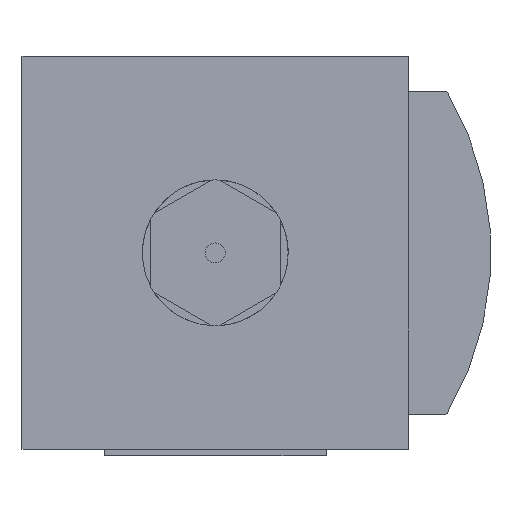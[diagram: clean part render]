
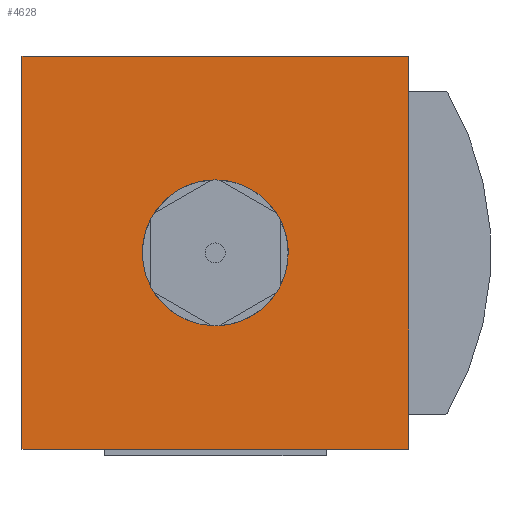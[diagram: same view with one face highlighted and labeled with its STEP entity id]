
A CAD part, front view. The second image highlights one B-rep face of the part: STEP entity #4628.
In plain terms, the highlighted planar face has unit normal (0, -1, 0).
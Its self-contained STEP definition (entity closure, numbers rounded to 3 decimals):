
#129=LINE('',#6150,#528);
#145=LINE('',#6183,#544);
#164=LINE('',#6228,#563);
#170=LINE('',#6241,#569);
#528=VECTOR('',#5167,1000.);
#544=VECTOR('',#5185,1000.);
#563=VECTOR('',#5222,1000.);
#569=VECTOR('',#5232,1000.);
#1176=ORIENTED_EDGE('',*,*,#2047,.F.);
#1177=ORIENTED_EDGE('',*,*,#1935,.F.);
#1178=ORIENTED_EDGE('',*,*,#1912,.F.);
#1179=ORIENTED_EDGE('',*,*,#1941,.F.);
#1180=ORIENTED_EDGE('',*,*,#1896,.F.);
#1896=EDGE_CURVE('',#2363,#2364,#129,.T.);
#1912=EDGE_CURVE('',#2379,#2380,#145,.T.);
#1935=EDGE_CURVE('',#2380,#2363,#164,.T.);
#1941=EDGE_CURVE('',#2364,#2379,#170,.T.);
#2047=EDGE_CURVE('',#2465,#2465,#2638,.F.);
#2363=VERTEX_POINT('',#6149);
#2364=VERTEX_POINT('',#6151);
#2379=VERTEX_POINT('',#6182);
#2380=VERTEX_POINT('',#6184);
#2465=VERTEX_POINT('',#6449);
#2638=CIRCLE('',#4864,23.);
#2744=EDGE_LOOP('',(#1176));
#2745=EDGE_LOOP('',(#1177,#1178,#1179,#1180));
#2957=FACE_BOUND('',#2744,.T.);
#2958=FACE_BOUND('',#2745,.T.);
#3145=PLANE('',#4863);
#4628=ADVANCED_FACE('',(#2957,#2958),#3145,.F.);
#4863=AXIS2_PLACEMENT_3D('',#6447,#5432,#5433);
#4864=AXIS2_PLACEMENT_3D('',#6448,#5434,#5435);
#5167=DIRECTION('',(1.,0.,0.));
#5185=DIRECTION('',(-1.,0.,0.));
#5222=DIRECTION('',(0.,0.,1.));
#5232=DIRECTION('',(0.,0.,-1.));
#5432=DIRECTION('',(0.,1.,0.));
#5433=DIRECTION('',(0.,0.,1.));
#5434=DIRECTION('',(0.,1.,0.));
#5435=DIRECTION('',(0.,0.,1.));
#6149=CARTESIAN_POINT('',(-61.,-80.,62.));
#6150=CARTESIAN_POINT('',(-61.,-80.,62.));
#6151=CARTESIAN_POINT('',(61.,-80.,62.));
#6182=CARTESIAN_POINT('',(61.,-80.,-62.));
#6183=CARTESIAN_POINT('',(61.,-80.,-62.));
#6184=CARTESIAN_POINT('',(-61.,-80.,-62.));
#6228=CARTESIAN_POINT('',(-61.,-80.,-62.));
#6241=CARTESIAN_POINT('',(61.,-80.,62.));
#6447=CARTESIAN_POINT('',(0.,-80.,0.));
#6448=CARTESIAN_POINT('',(0.,-80.,0.));
#6449=CARTESIAN_POINT('',(0.,-80.,23.));
